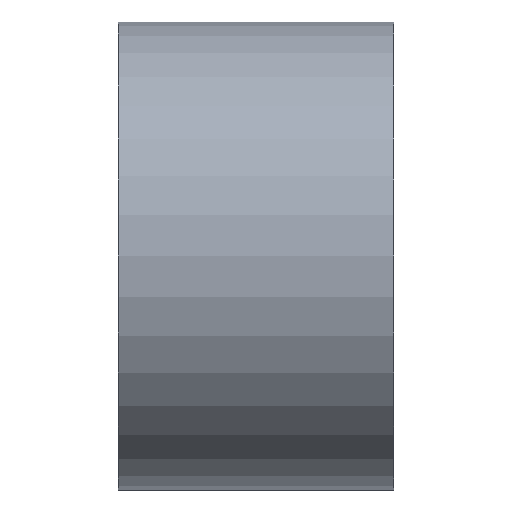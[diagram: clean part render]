
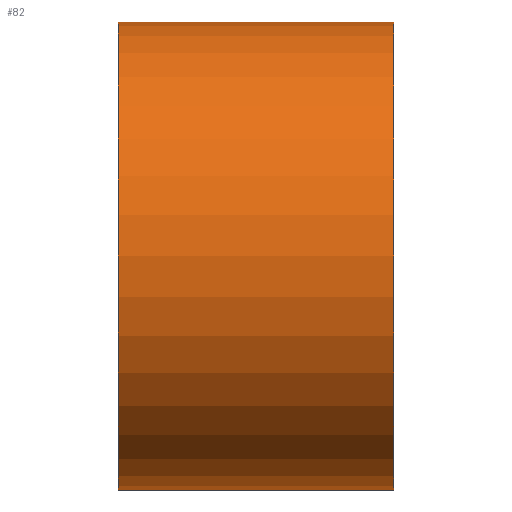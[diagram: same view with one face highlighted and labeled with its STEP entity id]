
A CAD part, left-side view. The second image highlights one B-rep face of the part: STEP entity #82.
In plain terms, the highlighted cylindrical face has radius 8.5 mm (diameter 17 mm), a partial arc.
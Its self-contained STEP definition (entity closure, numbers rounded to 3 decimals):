
#82 = ADVANCED_FACE( '', ( #106 ), #107, .T. );
#106 = FACE_OUTER_BOUND( '', #136, .T. );
#107 = CYLINDRICAL_SURFACE( '', #137, 8.5 );
#136 = EDGE_LOOP( '', ( #198, #199, #200, #201 ) );
#137 = AXIS2_PLACEMENT_3D( '', #202, #203, #204 );
#198 = ORIENTED_EDGE( '', *, *, #242, .F. );
#199 = ORIENTED_EDGE( '', *, *, #258, .F. );
#200 = ORIENTED_EDGE( '', *, *, #259, .T. );
#201 = ORIENTED_EDGE( '', *, *, #253, .T. );
#202 = CARTESIAN_POINT( '', ( 5., -5., 0. ) );
#203 = DIRECTION( '', ( 0., -1., 0. ) );
#204 = DIRECTION( '', ( 0., 0., 1. ) );
#242 = EDGE_CURVE( '', #272, #267, #274, .T. );
#253 = EDGE_CURVE( '', #293, #267, #294, .T. );
#258 = EDGE_CURVE( '', #301, #272, #302, .T. );
#259 = EDGE_CURVE( '', #301, #293, #303, .T. );
#267 = VERTEX_POINT( '', #313 );
#272 = VERTEX_POINT( '', #320 );
#274 = CIRCLE( '', #323, 8.5 );
#293 = VERTEX_POINT( '', #348 );
#294 = LINE( '', #349, #350 );
#301 = VERTEX_POINT( '', #360 );
#302 = LINE( '', #361, #362 );
#303 = CIRCLE( '', #363, 8.5 );
#313 = CARTESIAN_POINT( '', ( 5., 5., 8.5 ) );
#320 = CARTESIAN_POINT( '', ( 5., 5., -8.5 ) );
#323 = AXIS2_PLACEMENT_3D( '', #381, #382, #383 );
#348 = CARTESIAN_POINT( '', ( 5., -5., 8.5 ) );
#349 = CARTESIAN_POINT( '', ( 5., -5., 8.5 ) );
#350 = VECTOR( '', #402, 1000. );
#360 = CARTESIAN_POINT( '', ( 5., -5., -8.5 ) );
#361 = CARTESIAN_POINT( '', ( 5., -5., -8.5 ) );
#362 = VECTOR( '', #409, 1000. );
#363 = AXIS2_PLACEMENT_3D( '', #410, #411, #412 );
#381 = CARTESIAN_POINT( '', ( 5., 5., 0. ) );
#382 = DIRECTION( '', ( 0., 1., 0. ) );
#383 = DIRECTION( '', ( 1., 0., 0. ) );
#402 = DIRECTION( '', ( 0., 1., 0. ) );
#409 = DIRECTION( '', ( 0., 1., 0. ) );
#410 = CARTESIAN_POINT( '', ( 5., -5., 0. ) );
#411 = DIRECTION( '', ( 0., 1., 0. ) );
#412 = DIRECTION( '', ( 1., 0., 0. ) );
